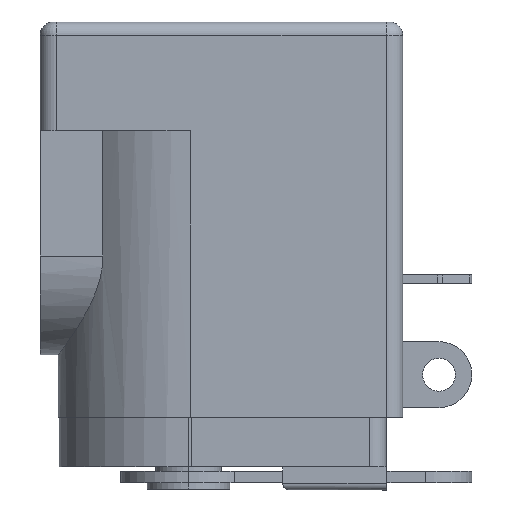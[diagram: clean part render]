
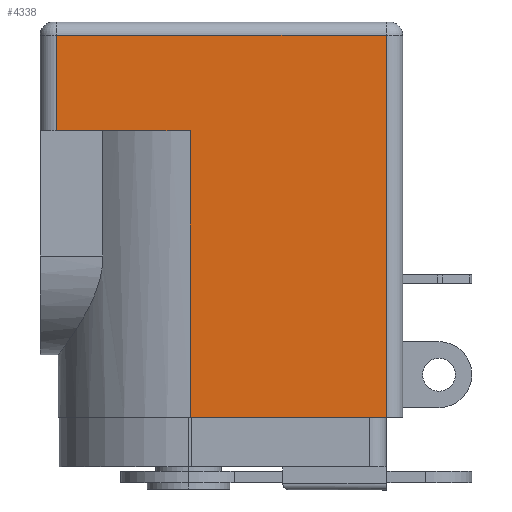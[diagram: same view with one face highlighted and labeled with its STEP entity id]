
A CAD part, left-side view. The second image highlights one B-rep face of the part: STEP entity #4338.
In plain terms, the highlighted planar face has unit normal (-1, 0, 0).
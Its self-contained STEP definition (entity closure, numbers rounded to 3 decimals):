
#309 = VERTEX_POINT ( 'NONE', #1244 ) ;
#708 = VECTOR ( 'NONE', #7170, 1000. ) ;
#729 = PLANE ( 'NONE',  #9770 ) ;
#795 = CARTESIAN_POINT ( 'NONE',  ( -4.5, 5.45, 5.525 ) ) ;
#841 = EDGE_CURVE ( 'NONE', #4607, #6019, #2587, .T. ) ;
#1073 = VECTOR ( 'NONE', #7244, 1000. ) ;
#1244 = CARTESIAN_POINT ( 'NONE',  ( -4.5, 0.475, -0.475 ) ) ;
#1537 = VERTEX_POINT ( 'NONE', #4966 ) ;
#1755 = VECTOR ( 'NONE', #2444, 1000. ) ;
#1774 = DIRECTION ( 'NONE',  ( 0., 0., 1. ) ) ;
#1851 = ORIENTED_EDGE ( 'NONE', *, *, #3756, .F. ) ;
#1970 = VECTOR ( 'NONE', #6456, 1000. ) ;
#2444 = DIRECTION ( 'NONE',  ( 0., 0., -1. ) ) ;
#2587 = LINE ( 'NONE', #6195, #708 ) ;
#3397 = CARTESIAN_POINT ( 'NONE',  ( -4.5, 5.45, -0.475 ) ) ;
#3701 = CARTESIAN_POINT ( 'NONE',  ( -4.5, 10.475, 11.125 ) ) ;
#3756 = EDGE_CURVE ( 'NONE', #11172, #309, #8872, .T. ) ;
#3927 = ORIENTED_EDGE ( 'NONE', *, *, #6020, .F. ) ;
#4338 = ADVANCED_FACE ( 'NONE', ( #5367 ), #729, .F. ) ;
#4412 = DIRECTION ( 'NONE',  ( 0., 0., 1. ) ) ;
#4607 = VERTEX_POINT ( 'NONE', #5072 ) ;
#4966 = CARTESIAN_POINT ( 'NONE',  ( -4.5, 6.425, -0.475 ) ) ;
#5072 = CARTESIAN_POINT ( 'NONE',  ( -4.5, 10.475, 8.225 ) ) ;
#5367 = FACE_OUTER_BOUND ( 'NONE', #7081, .T. ) ;
#5392 = VERTEX_POINT ( 'NONE', #6123 ) ;
#5514 = ORIENTED_EDGE ( 'NONE', *, *, #7131, .F. ) ;
#6020 = EDGE_CURVE ( 'NONE', #6019, #11172, #12010, .T. ) ;
#6019 = VERTEX_POINT ( 'NONE', #3701 ) ;
#6123 = CARTESIAN_POINT ( 'NONE',  ( -4.5, 6.425, 8.225 ) ) ;
#6190 = LINE ( 'NONE', #9920, #8216 ) ;
#6195 = CARTESIAN_POINT ( 'NONE',  ( -4.5, 10.475, 5.525 ) ) ;
#6207 = CARTESIAN_POINT ( 'NONE',  ( -4.5, 5.45, 11.125 ) ) ;
#6456 = DIRECTION ( 'NONE',  ( 0., -1., 0. ) ) ;
#6518 = EDGE_CURVE ( 'NONE', #1537, #5392, #6190, .T. ) ;
#7081 = EDGE_LOOP ( 'NONE', ( #8593, #11741, #5514, #1851, #3927, #10277 ) ) ;
#7131 = EDGE_CURVE ( 'NONE', #309, #1537, #11656, .T. ) ;
#7170 = DIRECTION ( 'NONE',  ( 0., 0., 1. ) ) ;
#7244 = DIRECTION ( 'NONE',  ( 0., 1., 0. ) ) ;
#7300 = LINE ( 'NONE', #11093, #1073 ) ;
#8185 = DIRECTION ( 'NONE',  ( 1., 0., 0. ) ) ;
#8216 = VECTOR ( 'NONE', #4412, 1000. ) ;
#8505 = CARTESIAN_POINT ( 'NONE',  ( -4.5, 0.475, 11.125 ) ) ;
#8593 = ORIENTED_EDGE ( 'NONE', *, *, #8863, .F. ) ;
#8863 = EDGE_CURVE ( 'NONE', #5392, #4607, #7300, .T. ) ;
#8872 = LINE ( 'NONE', #10819, #1755 ) ;
#9770 = AXIS2_PLACEMENT_3D ( 'NONE', #795, #8185, #1774 ) ;
#9920 = CARTESIAN_POINT ( 'NONE',  ( -4.5, 6.425, 5.525 ) ) ;
#10277 = ORIENTED_EDGE ( 'NONE', *, *, #841, .F. ) ;
#10758 = VECTOR ( 'NONE', #10801, 1000. ) ;
#10801 = DIRECTION ( 'NONE',  ( 0., 1., 0. ) ) ;
#10819 = CARTESIAN_POINT ( 'NONE',  ( -4.5, 0.475, 5.525 ) ) ;
#11093 = CARTESIAN_POINT ( 'NONE',  ( -4.5, 5.45, 8.225 ) ) ;
#11172 = VERTEX_POINT ( 'NONE', #8505 ) ;
#11656 = LINE ( 'NONE', #3397, #10758 ) ;
#11741 = ORIENTED_EDGE ( 'NONE', *, *, #6518, .F. ) ;
#12010 = LINE ( 'NONE', #6207, #1970 ) ;
